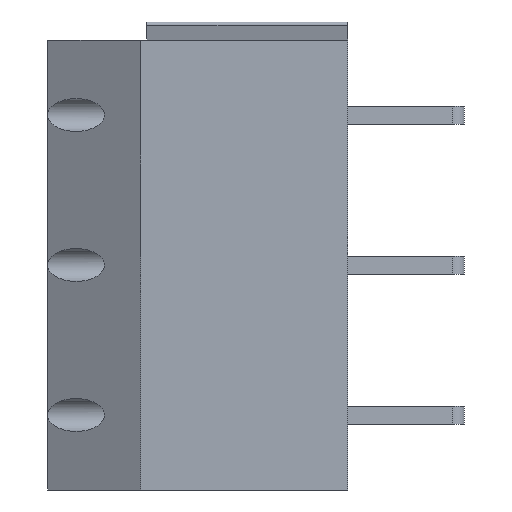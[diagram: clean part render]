
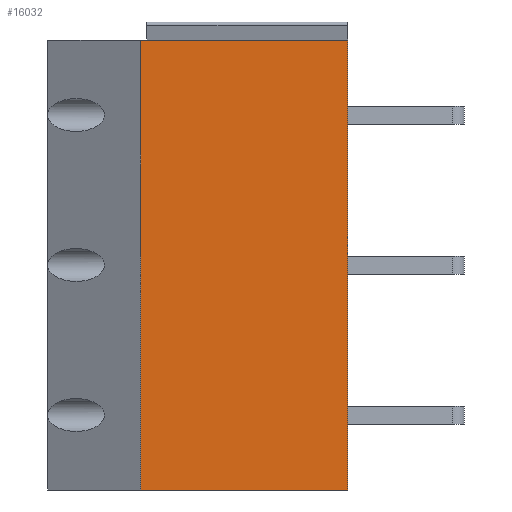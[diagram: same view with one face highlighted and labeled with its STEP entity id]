
A CAD part, left-side view. The second image highlights one B-rep face of the part: STEP entity #16032.
In plain terms, the highlighted planar face has unit normal (-1, 0, 0).
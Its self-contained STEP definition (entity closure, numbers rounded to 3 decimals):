
#416=PLANE('',#16922);
#1511=LINE('',#34083,#2833);
#1520=LINE('',#34101,#2842);
#1699=LINE('',#35734,#3021);
#2042=LINE('',#37498,#3364);
#2833=VECTOR('',#18410,10.);
#2842=VECTOR('',#18421,10.);
#3021=VECTOR('',#18686,10.);
#3364=VECTOR('',#19311,10.);
#4354=FACE_OUTER_BOUND('',#5238,.T.);
#5238=EDGE_LOOP('',(#13002,#13003,#13004,#13005));
#6527=VERTEX_POINT('',#34080);
#6528=VERTEX_POINT('',#34082);
#6534=VERTEX_POINT('',#34097);
#6536=VERTEX_POINT('',#34100);
#8240=EDGE_CURVE('',#6528,#6527,#1511,.T.);
#8249=EDGE_CURVE('',#6536,#6534,#1520,.T.);
#8580=EDGE_CURVE('',#6528,#6534,#1699,.T.);
#9063=EDGE_CURVE('',#6527,#6536,#2042,.T.);
#13002=ORIENTED_EDGE('',*,*,#8249,.T.);
#13003=ORIENTED_EDGE('',*,*,#8580,.F.);
#13004=ORIENTED_EDGE('',*,*,#8240,.T.);
#13005=ORIENTED_EDGE('',*,*,#9063,.T.);
#16032=ADVANCED_FACE('',(#4354),#416,.T.);
#16922=AXIS2_PLACEMENT_3D('',#37703,#19550,#19551);
#18410=DIRECTION('',(0.,0.,1.));
#18421=DIRECTION('',(0.,0.,-1.));
#18686=DIRECTION('',(0.,1.,0.));
#19311=DIRECTION('',(0.,1.,0.));
#19550=DIRECTION('center_axis',(-1.,0.,0.));
#19551=DIRECTION('ref_axis',(0.,0.,1.));
#34080=CARTESIAN_POINT('',(-4.5,0.,2.5));
#34082=CARTESIAN_POINT('',(-4.5,0.,-12.5));
#34083=CARTESIAN_POINT('',(-4.5,0.,-12.5));
#34097=CARTESIAN_POINT('',(-4.5,6.9,-12.5));
#34100=CARTESIAN_POINT('',(-4.5,6.9,2.5));
#34101=CARTESIAN_POINT('',(-4.5,6.9,-5.));
#35734=CARTESIAN_POINT('',(-4.5,0.,-12.5));
#37498=CARTESIAN_POINT('',(-4.5,0.,2.5));
#37703=CARTESIAN_POINT('Origin',(-4.5,0.,-12.5));
